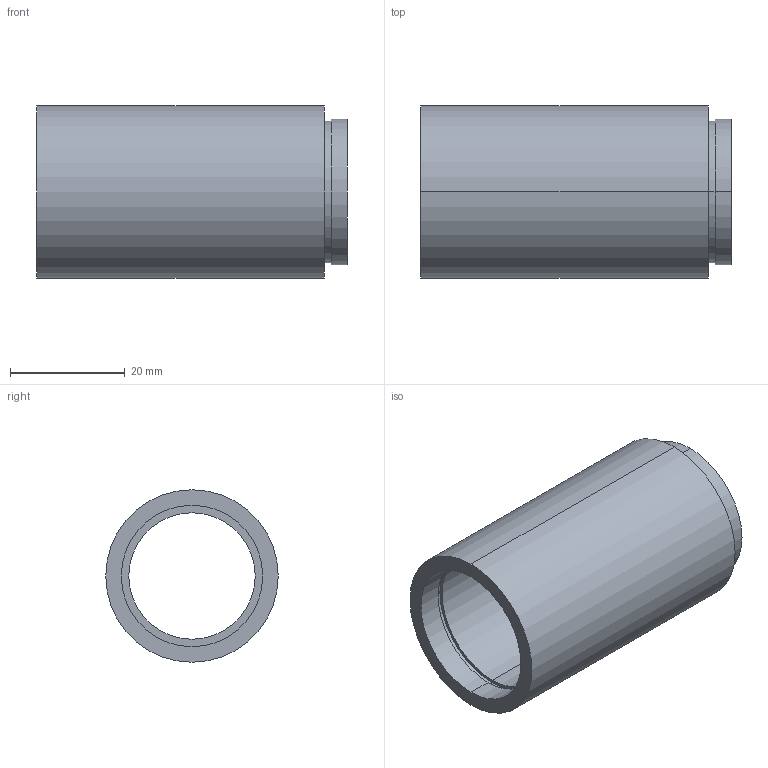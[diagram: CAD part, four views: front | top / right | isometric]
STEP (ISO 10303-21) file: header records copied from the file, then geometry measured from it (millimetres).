
FILE_DESCRIPTION (( 'STEP AP214' ), '1' );
FILE_NAME ('04ETC-C-50L.STEP', '2018-10-24T03:11:41', ( '' ), ( '' ), 'SwSTEP 2.0', 'SolidWorks 2016', '' );
FILE_SCHEMA (( 'AUTOMOTIVE_DESIGN' ));
Length unit declared in the file: millimetre
Products named in the file (1): 04ETC-C-50L
Bounding box: 54 x 30 x 30 mm (x, y, z)
Surface area: 9786 mm2 (no closed solid volume)
Topology: 0 solids, 3 shells, 18 faces, 42 edges, 28 vertices
Faces by surface type: cylinder 14, plane 4
Entity records: 749 total; most frequent: DIRECTION 108, CARTESIAN_POINT 89, ORIENTED_EDGE 72, AXIS2_PLACEMENT_3D 47, EDGE_CURVE 42, CIRCLE 28, VERTEX_POINT 28, EDGE_LOOP 22
